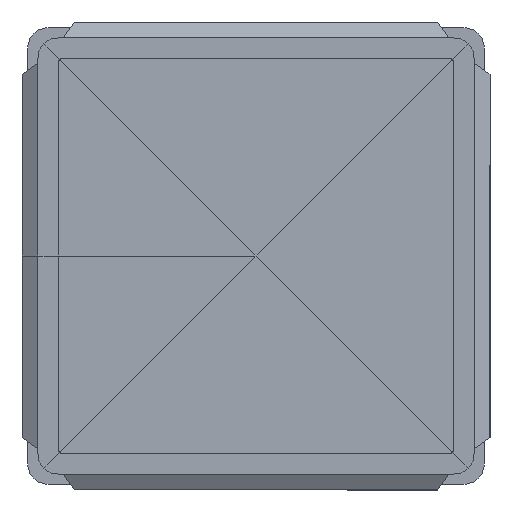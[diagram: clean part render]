
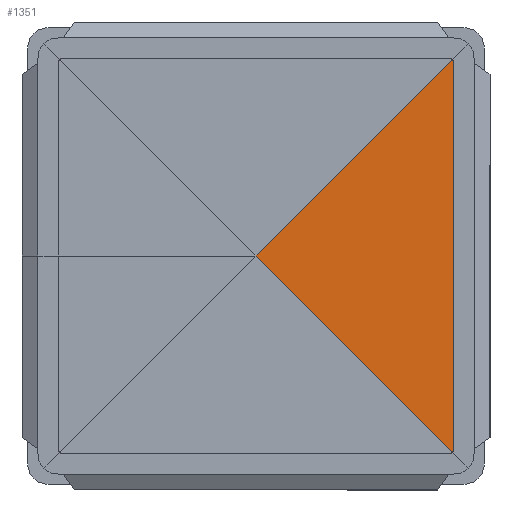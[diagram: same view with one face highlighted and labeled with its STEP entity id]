
A CAD part, front view. The second image highlights one B-rep face of the part: STEP entity #1351.
In plain terms, the highlighted planar face has unit normal (0, -1, 0).
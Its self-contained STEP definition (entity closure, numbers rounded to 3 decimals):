
#144 = LINE ( 'NONE', #2926, #669 ) ;
#148 = CARTESIAN_POINT ( 'NONE',  ( 19.5, 10.018, -19. ) ) ;
#167 = AXIS2_PLACEMENT_3D ( 'NONE', #1922, #435, #2125 ) ;
#279 = AXIS2_PLACEMENT_3D ( 'NONE', #1905, #668, #2661 ) ;
#332 = AXIS2_PLACEMENT_3D ( 'NONE', #1517, #2563, #3062 ) ;
#415 = ORIENTED_EDGE ( 'NONE', *, *, #2526, .F. ) ;
#435 = DIRECTION ( 'NONE',  ( 0., -1., 0. ) ) ;
#436 = CARTESIAN_POINT ( 'NONE',  ( 19.354, 10.018, -19.354 ) ) ;
#546 = CIRCLE ( 'NONE', #167, 0.5 ) ;
#604 = CARTESIAN_POINT ( 'NONE',  ( -2.613, 10.018, 2.613 ) ) ;
#606 = EDGE_CURVE ( 'NONE', #1453, #615, #546, .T. ) ;
#615 = VERTEX_POINT ( 'NONE', #148 ) ;
#626 = EDGE_CURVE ( 'NONE', #875, #3123, #1417, .T. ) ;
#630 = DIRECTION ( 'NONE',  ( 0.707, 0., 0.707 ) ) ;
#661 = DIRECTION ( 'NONE',  ( 0., 0., 1. ) ) ;
#668 = DIRECTION ( 'NONE',  ( 0., -1., 0. ) ) ;
#669 = VECTOR ( 'NONE', #630, 1000. ) ;
#871 = CARTESIAN_POINT ( 'NONE',  ( 0., 10.018, 0. ) ) ;
#875 = VERTEX_POINT ( 'NONE', #1104 ) ;
#930 = VECTOR ( 'NONE', #3112, 1000. ) ;
#978 = VERTEX_POINT ( 'NONE', #871 ) ;
#1104 = CARTESIAN_POINT ( 'NONE',  ( 19.5, 10.018, 19. ) ) ;
#1351 = ADVANCED_FACE ( 'NONE', ( #1787 ), #2801, .F. ) ;
#1400 = LINE ( 'NONE', #2873, #1582 ) ;
#1417 = CIRCLE ( 'NONE', #279, 0.5 ) ;
#1453 = VERTEX_POINT ( 'NONE', #436 ) ;
#1517 = CARTESIAN_POINT ( 'NONE',  ( 19.5, 10.018, -24.727 ) ) ;
#1582 = VECTOR ( 'NONE', #661, 1000. ) ;
#1787 = FACE_OUTER_BOUND ( 'NONE', #2408, .T. ) ;
#1905 = CARTESIAN_POINT ( 'NONE',  ( 19., 10.018, 19. ) ) ;
#1922 = CARTESIAN_POINT ( 'NONE',  ( 19., 10.018, -19. ) ) ;
#2046 = CARTESIAN_POINT ( 'NONE',  ( 19.354, 10.018, 19.354 ) ) ;
#2125 = DIRECTION ( 'NONE',  ( -1., 0., 0. ) ) ;
#2207 = ORIENTED_EDGE ( 'NONE', *, *, #3201, .T. ) ;
#2408 = EDGE_LOOP ( 'NONE', ( #3168, #2545, #415, #2207, #3181 ) ) ;
#2526 = EDGE_CURVE ( 'NONE', #978, #3123, #144, .T. ) ;
#2545 = ORIENTED_EDGE ( 'NONE', *, *, #626, .T. ) ;
#2563 = DIRECTION ( 'NONE',  ( 0., 1., 0. ) ) ;
#2661 = DIRECTION ( 'NONE',  ( -1., 0., 0. ) ) ;
#2801 = PLANE ( 'NONE',  #332 ) ;
#2850 = LINE ( 'NONE', #604, #930 ) ;
#2873 = CARTESIAN_POINT ( 'NONE',  ( 19.5, 10.018, -24.727 ) ) ;
#2909 = EDGE_CURVE ( 'NONE', #615, #875, #1400, .T. ) ;
#2926 = CARTESIAN_POINT ( 'NONE',  ( -2.613, 10.018, -2.613 ) ) ;
#3062 = DIRECTION ( 'NONE',  ( -1., 0., 0. ) ) ;
#3112 = DIRECTION ( 'NONE',  ( 0.707, 0., -0.707 ) ) ;
#3123 = VERTEX_POINT ( 'NONE', #2046 ) ;
#3168 = ORIENTED_EDGE ( 'NONE', *, *, #2909, .T. ) ;
#3181 = ORIENTED_EDGE ( 'NONE', *, *, #606, .T. ) ;
#3201 = EDGE_CURVE ( 'NONE', #978, #1453, #2850, .T. ) ;
